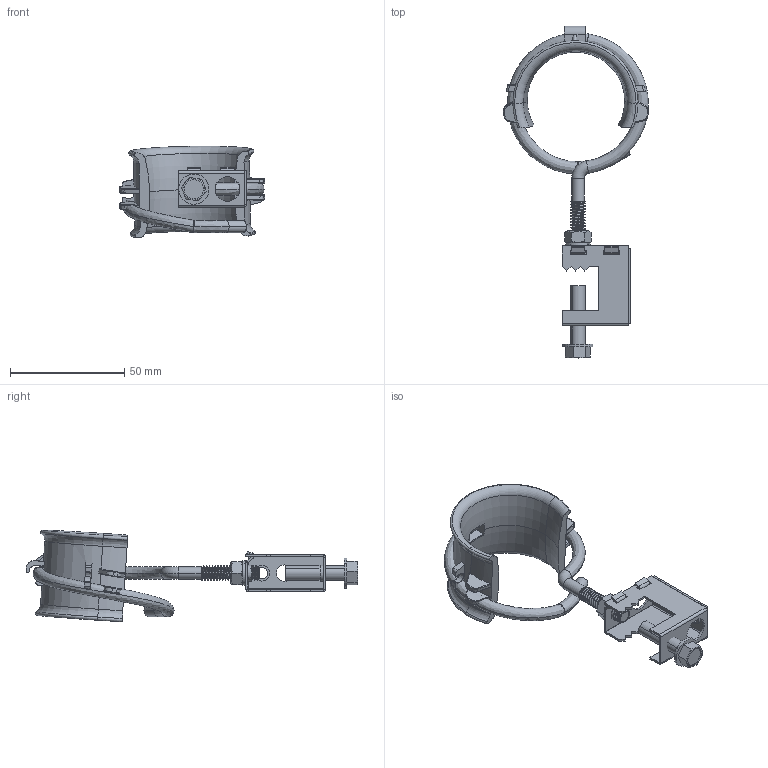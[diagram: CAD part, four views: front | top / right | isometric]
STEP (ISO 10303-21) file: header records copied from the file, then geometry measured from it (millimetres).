
FILE_DESCRIPTION (( 'STEP AP203' ), '1' );
FILE_NAME ('WBRS200SSBC.STEP', '2024-04-08T05:11:34', ( '' ), ( '' ), 'SwSTEP 2.0', 'SolidWorks 2021', '' );
FILE_SCHEMA (( 'CONFIG_CONTROL_DESIGN' ));
Length unit declared in the file: millimetre
Products named in the file (7): BC-1-0001; curved single coil spring lock washers gb_GB_FASTENER_WASHER_CSLW 6; 200SAD; hex nuts, style 1-grades ab gb_GB_FASTENER_NUT_SNAB1 M6-N; BR200; hex washer screw_ai_IN-HWMS 0.25-20x1x1-C; WBRS200SSBC
Assembly tree (6 placements, depth 2):
  WBRS200SSBC
    BR200
    hex nuts, style 1-grades ab gb_GB_FASTENER_NUT_SNAB1 M6-N
    curved single coil spring lock washers gb_GB_FASTENER_WASHER_CSLW 6
    BC-1-0001
    hex washer screw_ai_IN-HWMS 0.25-20x1x1-C
    200SAD
Bounding box: 63.61 x 145.13 x 40.04 mm (x, y, z)
Volume: 22709.1 mm3; surface area: 20939.3 mm2
Topology: 6 solids, 6 shells, 394 faces, 1007 edges, 628 vertices
Faces by surface type: plane 149, cylinder 115, bspline 75, torus 30, cone 25
Entity records: 24006 total; most frequent: CARTESIAN_POINT 14606, ORIENTED_EDGE 2006, DIRECTION 1560, EDGE_CURVE 1003, VERTEX_POINT 628, AXIS2_PLACEMENT_3D 583, EDGE_LOOP 423, FACE_OUTER_BOUND 394
